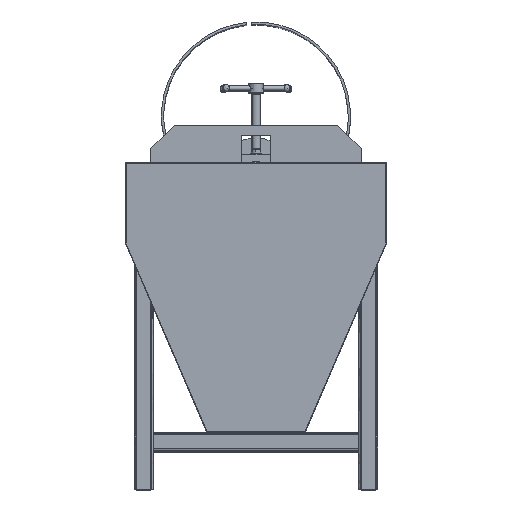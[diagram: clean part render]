
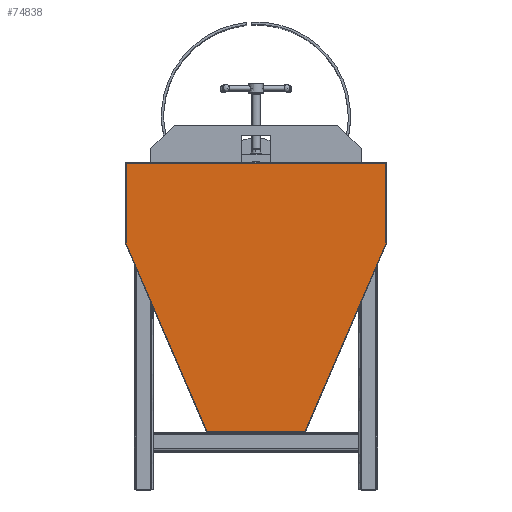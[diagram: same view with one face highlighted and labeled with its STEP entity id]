
A CAD part, top view. The second image highlights one B-rep face of the part: STEP entity #74838.
In plain terms, the highlighted free-form (B-spline) face has degree [1, 1] with [2, 2] control points.
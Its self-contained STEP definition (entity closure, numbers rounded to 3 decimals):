
#74684 = VERTEX_POINT('',#74685);
#74685 = CARTESIAN_POINT('',(-672.124,43.994,
    438.397));
#74690 = EDGE_CURVE('',#74691,#74684,#74693,.T.);
#74691 = VERTEX_POINT('',#74692);
#74692 = CARTESIAN_POINT('',(-672.124,464.377,
    438.397));
#74693 = B_SPLINE_CURVE_WITH_KNOTS('',1,(#74694,#74695),.UNSPECIFIED.,
  .F.,.F.,(2,2),(0.,344.),.PIECEWISE_BEZIER_KNOTS.);
#74694 = CARTESIAN_POINT('',(-672.124,464.377,
    438.397));
#74695 = CARTESIAN_POINT('',(-672.124,43.994,
    438.397));
#74718 = VERTEX_POINT('',#74719);
#74719 = CARTESIAN_POINT('',(-254.185,-928.753,
    438.397));
#74724 = EDGE_CURVE('',#74684,#74718,#74725,.T.);
#74725 = B_SPLINE_CURVE_WITH_KNOTS('',1,(#74726,#74727),.UNSPECIFIED.,
  .F.,.F.,(2,2),(0.,866.36),.PIECEWISE_BEZIER_KNOTS.);
#74726 = CARTESIAN_POINT('',(-672.124,43.994,
    438.397));
#74727 = CARTESIAN_POINT('',(-254.185,-928.753,
    438.397));
#74746 = VERTEX_POINT('',#74747);
#74747 = CARTESIAN_POINT('',(254.185,-928.753,
    438.397));
#74752 = EDGE_CURVE('',#74718,#74746,#74753,.T.);
#74753 = B_SPLINE_CURVE_WITH_KNOTS('',1,(#74754,#74755),.UNSPECIFIED.,
  .F.,.F.,(2,2),(0.,416.),.PIECEWISE_BEZIER_KNOTS.);
#74754 = CARTESIAN_POINT('',(-254.185,-928.753,
    438.397));
#74755 = CARTESIAN_POINT('',(254.185,-928.753,
    438.397));
#74774 = VERTEX_POINT('',#74775);
#74775 = CARTESIAN_POINT('',(672.124,43.994,
    438.397));
#74780 = EDGE_CURVE('',#74746,#74774,#74781,.T.);
#74781 = B_SPLINE_CURVE_WITH_KNOTS('',1,(#74782,#74783),.UNSPECIFIED.,
  .F.,.F.,(2,2),(-866.36,0.),.PIECEWISE_BEZIER_KNOTS.);
#74782 = CARTESIAN_POINT('',(254.185,-928.753,
    438.397));
#74783 = CARTESIAN_POINT('',(672.124,43.994,
    438.397));
#74802 = VERTEX_POINT('',#74803);
#74803 = CARTESIAN_POINT('',(672.124,464.377,
    438.397));
#74808 = EDGE_CURVE('',#74774,#74802,#74809,.T.);
#74809 = B_SPLINE_CURVE_WITH_KNOTS('',1,(#74810,#74811),.UNSPECIFIED.,
  .F.,.F.,(2,2),(-344.,0.),.PIECEWISE_BEZIER_KNOTS.);
#74810 = CARTESIAN_POINT('',(672.124,43.994,
    438.397));
#74811 = CARTESIAN_POINT('',(672.124,464.377,
    438.397));
#74828 = EDGE_CURVE('',#74802,#74691,#74829,.T.);
#74829 = B_SPLINE_CURVE_WITH_KNOTS('',1,(#74830,#74831),.UNSPECIFIED.,
  .F.,.F.,(2,2),(0.,1100.),.PIECEWISE_BEZIER_KNOTS.);
#74830 = CARTESIAN_POINT('',(672.124,464.377,
    438.397));
#74831 = CARTESIAN_POINT('',(-672.124,464.377,
    438.397));
#74838 = ADVANCED_FACE('',(#74839),#74847,.T.);
#74839 = FACE_BOUND('',#74840,.T.);
#74840 = EDGE_LOOP('',(#74841,#74842,#74843,#74844,#74845,#74846));
#74841 = ORIENTED_EDGE('',*,*,#74690,.T.);
#74842 = ORIENTED_EDGE('',*,*,#74724,.T.);
#74843 = ORIENTED_EDGE('',*,*,#74752,.T.);
#74844 = ORIENTED_EDGE('',*,*,#74780,.T.);
#74845 = ORIENTED_EDGE('',*,*,#74808,.T.);
#74846 = ORIENTED_EDGE('',*,*,#74828,.T.);
#74847 = B_SPLINE_SURFACE_WITH_KNOTS('',1,1,(
    (#74848,#74849)
    ,(#74850,#74851
  )),.UNSPECIFIED.,.F.,.F.,.F.,(2,2),(2,2),(-550.,550.),(-796.,344.),
  .PIECEWISE_BEZIER_KNOTS.);
#74848 = CARTESIAN_POINT('',(-672.124,-928.753,
    438.397));
#74849 = CARTESIAN_POINT('',(-672.124,464.377,
    438.397));
#74850 = CARTESIAN_POINT('',(672.124,-928.753,
    438.397));
#74851 = CARTESIAN_POINT('',(672.124,464.377,
    438.397));
